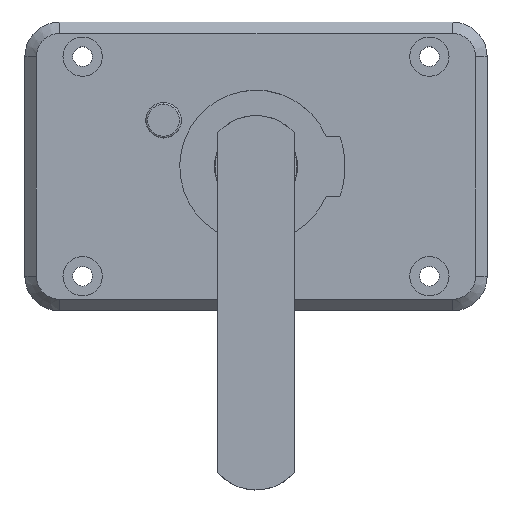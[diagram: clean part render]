
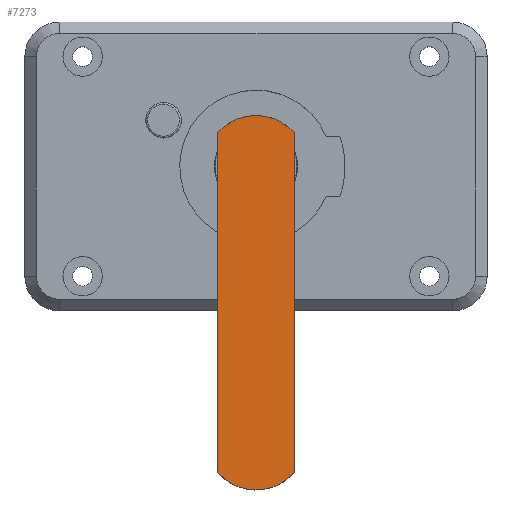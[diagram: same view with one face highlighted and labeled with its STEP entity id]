
A CAD part, top view. The second image highlights one B-rep face of the part: STEP entity #7273.
In plain terms, the highlighted planar face has unit normal (0, 0, 1).
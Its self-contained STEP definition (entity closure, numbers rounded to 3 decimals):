
#679 = DIRECTION ( 'NONE',  ( 0., 0., 1. ) ) ;
#782 = AXIS2_PLACEMENT_3D ( 'NONE', #7227, #3631, #10105 ) ;
#1292 = FACE_OUTER_BOUND ( 'NONE', #2514, .T. ) ;
#1296 = AXIS2_PLACEMENT_3D ( 'NONE', #12023, #6609, #2902 ) ;
#1422 = LINE ( 'NONE', #8213, #1715 ) ;
#1715 = VECTOR ( 'NONE', #9176, 1000. ) ;
#1750 = VECTOR ( 'NONE', #10404, 1000. ) ;
#2135 = CARTESIAN_POINT ( 'NONE',  ( 16.5, 14.552, 13. ) ) ;
#2514 = EDGE_LOOP ( 'NONE', ( #9426, #7318, #9159, #6751 ) ) ;
#2902 = DIRECTION ( 'NONE',  ( 1., 0., 0. ) ) ;
#3629 = CIRCLE ( 'NONE', #1296, 22. ) ;
#3631 = DIRECTION ( 'NONE',  ( 0., 0., 1. ) ) ;
#4436 = VERTEX_POINT ( 'NONE', #9429 ) ;
#4723 = VERTEX_POINT ( 'NONE', #7878 ) ;
#5053 = EDGE_CURVE ( 'NONE', #4723, #4436, #3629, .T. ) ;
#5360 = AXIS2_PLACEMENT_3D ( 'NONE', #6167, #679, #6127 ) ;
#5683 = EDGE_CURVE ( 'NONE', #4436, #8717, #9132, .T. ) ;
#6127 = DIRECTION ( 'NONE',  ( 1., 0., 0. ) ) ;
#6167 = CARTESIAN_POINT ( 'NONE',  ( 0., -118., 13. ) ) ;
#6609 = DIRECTION ( 'NONE',  ( 0., 0., 1. ) ) ;
#6751 = ORIENTED_EDGE ( 'NONE', *, *, #7975, .T. ) ;
#7227 = CARTESIAN_POINT ( 'NONE',  ( 0., 0., 13. ) ) ;
#7273 = ADVANCED_FACE ( 'NONE', ( #1292 ), #11678, .T. ) ;
#7318 = ORIENTED_EDGE ( 'NONE', *, *, #5683, .T. ) ;
#7532 = CARTESIAN_POINT ( 'NONE',  ( -16.5, 14.552, 13. ) ) ;
#7878 = CARTESIAN_POINT ( 'NONE',  ( -16.5, -132.552, 13. ) ) ;
#7975 = EDGE_CURVE ( 'NONE', #9796, #4723, #1422, .T. ) ;
#8213 = CARTESIAN_POINT ( 'NONE',  ( -16.5, 14.552, 13. ) ) ;
#8717 = VERTEX_POINT ( 'NONE', #2135 ) ;
#9132 = LINE ( 'NONE', #10241, #1750 ) ;
#9159 = ORIENTED_EDGE ( 'NONE', *, *, #9646, .T. ) ;
#9176 = DIRECTION ( 'NONE',  ( 0., -1., 0. ) ) ;
#9426 = ORIENTED_EDGE ( 'NONE', *, *, #5053, .T. ) ;
#9429 = CARTESIAN_POINT ( 'NONE',  ( 16.5, -132.552, 13. ) ) ;
#9646 = EDGE_CURVE ( 'NONE', #8717, #9796, #10285, .T. ) ;
#9796 = VERTEX_POINT ( 'NONE', #7532 ) ;
#10105 = DIRECTION ( 'NONE',  ( 1., 0., 0. ) ) ;
#10241 = CARTESIAN_POINT ( 'NONE',  ( 16.5, 14.552, 13. ) ) ;
#10285 = CIRCLE ( 'NONE', #782, 22. ) ;
#10404 = DIRECTION ( 'NONE',  ( 0., 1., 0. ) ) ;
#11678 = PLANE ( 'NONE',  #5360 ) ;
#12023 = CARTESIAN_POINT ( 'NONE',  ( 0., -118., 13. ) ) ;
